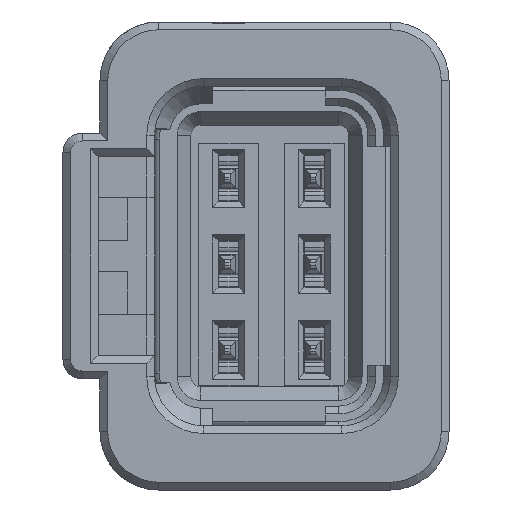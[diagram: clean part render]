
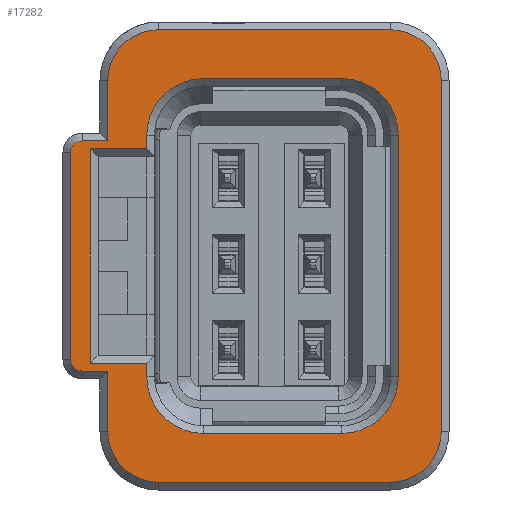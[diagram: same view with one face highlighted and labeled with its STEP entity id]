
A CAD part, front view. The second image highlights one B-rep face of the part: STEP entity #17282.
In plain terms, the highlighted planar face has unit normal (0, -1, 0).
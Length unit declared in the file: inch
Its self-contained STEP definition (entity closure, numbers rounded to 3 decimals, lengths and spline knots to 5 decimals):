
#2730=DIRECTION('',(0.,0.,-1.));
#2731=VECTOR('',#2730,0.01378);
#2732=CARTESIAN_POINT('',(0.90519,-0.38907,
0.18701));
#2733=LINE('',#2732,#2731);
#3945=DIRECTION('',(1.,0.,0.));
#3946=VECTOR('',#3945,0.23425);
#3947=CARTESIAN_POINT('',(0.917,-0.38907,
0.29331));
#3948=LINE('',#3947,#3946);
#3978=DIRECTION('',(0.,0.,-1.));
#3979=VECTOR('',#3978,0.35433);
#3980=CARTESIAN_POINT('',(1.20243,-0.38907,
0.24213));
#3981=LINE('',#3980,#3979);
#4102=CARTESIAN_POINT('',(0.96227,-0.38907,
0.18701));
#4103=DIRECTION('',(0.,1.,0.));
#4104=DIRECTION('',(-1.,0.,0.));
#4105=AXIS2_PLACEMENT_3D('',#4102,#4103,#4104);
#4107=DIRECTION('',(1.,0.,0.));
#4108=VECTOR('',#4107,0.05709);
#4109=CARTESIAN_POINT('',(0.8481,-0.38907,
0.17323));
#4110=LINE('',#4109,#4108);
#4111=DIRECTION('',(0.,0.,1.));
#4112=VECTOR('',#4111,0.21654);
#4113=CARTESIAN_POINT('',(0.8481,-0.38907,
-0.04331));
#4114=LINE('',#4113,#4112);
#4115=DIRECTION('',(0.,0.,1.));
#4116=VECTOR('',#4115,0.01378);
#4117=CARTESIAN_POINT('',(0.90519,-0.38907,
-0.05709));
#4118=LINE('',#4117,#4116);
#4119=CARTESIAN_POINT('',(0.96227,-0.38907,
-0.05709));
#4120=DIRECTION('',(0.,1.,0.));
#4121=DIRECTION('',(0.,0.,-1.));
#4122=AXIS2_PLACEMENT_3D('',#4119,#4120,#4121);
#4124=CARTESIAN_POINT('',(1.10204,-0.38907,
-0.05709));
#4125=DIRECTION('',(0.,1.,0.));
#4126=DIRECTION('',(1.,0.,0.));
#4127=AXIS2_PLACEMENT_3D('',#4124,#4125,#4126);
#4129=CARTESIAN_POINT('',(1.10204,-0.38907,
0.18701));
#4130=DIRECTION('',(0.,1.,0.));
#4131=DIRECTION('',(0.,0.,1.));
#4132=AXIS2_PLACEMENT_3D('',#4129,#4130,#4131);
#4134=CARTESIAN_POINT('',(1.15125,-0.38907,
0.24213));
#4135=DIRECTION('',(0.,-1.,0.));
#4136=DIRECTION('',(1.,0.,0.));
#4137=AXIS2_PLACEMENT_3D('',#4134,#4135,#4136);
#4139=CARTESIAN_POINT('',(1.15125,-0.38907,
-0.1122));
#4140=DIRECTION('',(0.,-1.,0.));
#4141=DIRECTION('',(0.,0.,-1.));
#4142=AXIS2_PLACEMENT_3D('',#4139,#4140,#4141);
#4144=DIRECTION('',(1.,0.,0.));
#4145=VECTOR('',#4144,0.23425);
#4146=CARTESIAN_POINT('',(0.917,-0.38907,
-0.16339));
#4147=LINE('',#4146,#4145);
#4148=CARTESIAN_POINT('',(0.917,-0.38907,
-0.1122));
#4149=DIRECTION('',(0.,-1.,0.));
#4150=DIRECTION('',(-1.,0.,0.));
#4151=AXIS2_PLACEMENT_3D('',#4148,#4149,#4150);
#4153=DIRECTION('',(0.,0.,-1.));
#4154=VECTOR('',#4153,0.06102);
#4155=CARTESIAN_POINT('',(0.86582,-0.38907,
-0.05118));
#4156=LINE('',#4155,#4154);
#4157=DIRECTION('',(1.,0.,0.));
#4158=VECTOR('',#4157,0.02559);
#4159=CARTESIAN_POINT('',(0.84023,-0.38907,
-0.05118));
#4160=LINE('',#4159,#4158);
#4161=CARTESIAN_POINT('',(0.84023,-0.38907,
-0.03937));
#4162=DIRECTION('',(0.,-1.,0.));
#4163=DIRECTION('',(-1.,0.,0.));
#4164=AXIS2_PLACEMENT_3D('',#4161,#4162,#4163);
#4166=DIRECTION('',(0.,0.,-1.));
#4167=VECTOR('',#4166,0.20866);
#4168=CARTESIAN_POINT('',(0.82842,-0.38907,
0.16929));
#4169=LINE('',#4168,#4167);
#4170=CARTESIAN_POINT('',(0.84023,-0.38907,
0.16929));
#4171=DIRECTION('',(0.,-1.,0.));
#4172=DIRECTION('',(0.,0.,1.));
#4173=AXIS2_PLACEMENT_3D('',#4170,#4171,#4172);
#4175=DIRECTION('',(0.,0.,-1.));
#4176=VECTOR('',#4175,0.06102);
#4177=CARTESIAN_POINT('',(0.86582,-0.38907,
0.24213));
#4178=LINE('',#4177,#4176);
#4179=CARTESIAN_POINT('',(0.917,-0.38907,
0.24213));
#4180=DIRECTION('',(0.,-1.,0.));
#4181=DIRECTION('',(0.,0.,1.));
#4182=AXIS2_PLACEMENT_3D('',#4179,#4180,#4181);
#4184=DIRECTION('',(1.,0.,0.));
#4185=VECTOR('',#4184,0.13976);
#4186=CARTESIAN_POINT('',(0.96227,-0.38907,
0.24409));
#4187=LINE('',#4186,#4185);
#4209=DIRECTION('',(0.,0.,1.));
#4210=VECTOR('',#4209,0.24409);
#4211=CARTESIAN_POINT('',(1.15912,-0.38907,
-0.05709));
#4212=LINE('',#4211,#4210);
#4340=DIRECTION('',(-1.,0.,0.));
#4341=VECTOR('',#4340,0.13976);
#4342=CARTESIAN_POINT('',(1.10204,-0.38907,
-0.11417));
#4343=LINE('',#4342,#4341);
#4486=DIRECTION('',(1.,0.,0.));
#4487=VECTOR('',#4486,0.05709);
#4488=CARTESIAN_POINT('',(0.8481,-0.38907,
-0.04331));
#4489=LINE('',#4488,#4487);
#4532=DIRECTION('',(1.,0.,0.));
#4533=VECTOR('',#4532,0.02559);
#4534=CARTESIAN_POINT('',(0.84023,-0.38907,
0.1811));
#4535=LINE('',#4534,#4533);
#8132=CARTESIAN_POINT('',(1.15912,-0.38907,
-0.05709));
#8133=CARTESIAN_POINT('',(1.15912,-0.38907,
0.18701));
#8134=VERTEX_POINT('',#8132);
#8135=VERTEX_POINT('',#8133);
#8136=CARTESIAN_POINT('',(1.10204,-0.38907,
-0.11417));
#8137=VERTEX_POINT('',#8136);
#8168=CARTESIAN_POINT('',(0.90519,-0.38907,
0.18701));
#8169=CARTESIAN_POINT('',(0.96227,-0.38907,
0.24409));
#8170=VERTEX_POINT('',#8168);
#8171=VERTEX_POINT('',#8169);
#8172=CARTESIAN_POINT('',(0.90519,-0.38907,
0.17323));
#8173=VERTEX_POINT('',#8172);
#8174=CARTESIAN_POINT('',(0.8481,-0.38907,
0.17323));
#8175=VERTEX_POINT('',#8174);
#8176=CARTESIAN_POINT('',(0.8481,-0.38907,
-0.04331));
#8177=VERTEX_POINT('',#8176);
#8178=CARTESIAN_POINT('',(0.90519,-0.38907,
-0.04331));
#8179=VERTEX_POINT('',#8178);
#8180=CARTESIAN_POINT('',(0.90519,-0.38907,
-0.05709));
#8181=VERTEX_POINT('',#8180);
#8182=CARTESIAN_POINT('',(0.96227,-0.38907,
-0.11417));
#8183=VERTEX_POINT('',#8182);
#8184=CARTESIAN_POINT('',(1.10204,-0.38907,
0.24409));
#8185=VERTEX_POINT('',#8184);
#8186=CARTESIAN_POINT('',(1.20243,-0.38907,
0.24213));
#8187=CARTESIAN_POINT('',(1.15125,-0.38907,
0.29331));
#8188=VERTEX_POINT('',#8186);
#8189=VERTEX_POINT('',#8187);
#8190=CARTESIAN_POINT('',(1.20243,-0.38907,
-0.1122));
#8191=VERTEX_POINT('',#8190);
#8192=CARTESIAN_POINT('',(1.15125,-0.38907,
-0.16339));
#8193=VERTEX_POINT('',#8192);
#8194=CARTESIAN_POINT('',(0.917,-0.38907,
-0.16339));
#8195=VERTEX_POINT('',#8194);
#8196=CARTESIAN_POINT('',(0.86582,-0.38907,
-0.1122));
#8197=VERTEX_POINT('',#8196);
#8198=CARTESIAN_POINT('',(0.86582,-0.38907,
-0.05118));
#8199=VERTEX_POINT('',#8198);
#8200=CARTESIAN_POINT('',(0.84023,-0.38907,
-0.05118));
#8201=VERTEX_POINT('',#8200);
#8202=CARTESIAN_POINT('',(0.82842,-0.38907,
-0.03937));
#8203=VERTEX_POINT('',#8202);
#8204=CARTESIAN_POINT('',(0.82842,-0.38907,
0.16929));
#8205=VERTEX_POINT('',#8204);
#8206=CARTESIAN_POINT('',(0.84023,-0.38907,
0.1811));
#8207=VERTEX_POINT('',#8206);
#8208=CARTESIAN_POINT('',(0.86582,-0.38907,
0.1811));
#8209=VERTEX_POINT('',#8208);
#8210=CARTESIAN_POINT('',(0.86582,-0.38907,
0.24213));
#8211=VERTEX_POINT('',#8210);
#8212=CARTESIAN_POINT('',(0.917,-0.38907,
0.29331));
#8213=VERTEX_POINT('',#8212);
#17233=CARTESIAN_POINT('',(1.16995,-0.38907,
0.06496));
#17234=DIRECTION('',(0.,-1.,0.));
#17235=DIRECTION('',(0.,0.,1.));
#17236=AXIS2_PLACEMENT_3D('',#17233,#17234,#17235);
#17237=PLANE('',#17236);
#17238=ORIENTED_EDGE('',*,*,#16884,.T.);
#17239=ORIENTED_EDGE('',*,*,#16967,.F.);
#17240=ORIENTED_EDGE('',*,*,#16988,.T.);
#17241=ORIENTED_EDGE('',*,*,#17009,.F.);
#17242=ORIENTED_EDGE('',*,*,#17030,.F.);
#17243=ORIENTED_EDGE('',*,*,#17052,.F.);
#17244=ORIENTED_EDGE('',*,*,#17199,.F.);
#17245=ORIENTED_EDGE('',*,*,#17217,.F.);
#17247=ORIENTED_EDGE('',*,*,#17246,.F.);
#17249=ORIENTED_EDGE('',*,*,#17248,.F.);
#17251=ORIENTED_EDGE('',*,*,#17250,.F.);
#17253=ORIENTED_EDGE('',*,*,#17252,.T.);
#17255=ORIENTED_EDGE('',*,*,#17254,.F.);
#17256=ORIENTED_EDGE('',*,*,#16858,.F.);
#17257=EDGE_LOOP('',(#17238,#17239,#17240,#17241,#17242,#17243,#17244,#17245,
#17247,#17249,#17251,#17253,#17255,#17256));
#17258=FACE_OUTER_BOUND('',#17257,.F.);
#17260=ORIENTED_EDGE('',*,*,#17259,.F.);
#17261=ORIENTED_EDGE('',*,*,#14472,.F.);
#17262=ORIENTED_EDGE('',*,*,#14494,.T.);
#17263=ORIENTED_EDGE('',*,*,#14516,.F.);
#17265=ORIENTED_EDGE('',*,*,#17264,.F.);
#17267=ORIENTED_EDGE('',*,*,#17266,.T.);
#17269=ORIENTED_EDGE('',*,*,#17268,.F.);
#17271=ORIENTED_EDGE('',*,*,#17270,.F.);
#17273=ORIENTED_EDGE('',*,*,#17272,.F.);
#17275=ORIENTED_EDGE('',*,*,#17274,.F.);
#17277=ORIENTED_EDGE('',*,*,#17276,.T.);
#17279=ORIENTED_EDGE('',*,*,#17278,.F.);
#17280=EDGE_LOOP('',(#17260,#17261,#17262,#17263,#17265,#17267,#17269,#17271,
#17273,#17275,#17277,#17279));
#17281=FACE_BOUND('',#17280,.F.);
#17282=ADVANCED_FACE('',(#17258,#17281),#17237,.T.);
#4106=CIRCLE('',#4105,0.05709);
#4123=CIRCLE('',#4122,0.05709);
#4128=CIRCLE('',#4127,0.05709);
#4133=CIRCLE('',#4132,0.05709);
#4138=CIRCLE('',#4137,0.05118);
#4143=CIRCLE('',#4142,0.05118);
#4152=CIRCLE('',#4151,0.05118);
#4165=CIRCLE('',#4164,0.01181);
#4174=CIRCLE('',#4173,0.01181);
#4183=CIRCLE('',#4182,0.05118);
#14472=EDGE_CURVE('',#8170,#8171,#4106,.T.);
#14494=EDGE_CURVE('',#8170,#8173,#2733,.T.);
#14516=EDGE_CURVE('',#8175,#8173,#4110,.T.);
#16858=EDGE_CURVE('',#8213,#8211,#4183,.T.);
#16884=EDGE_CURVE('',#8213,#8189,#3948,.T.);
#16967=EDGE_CURVE('',#8188,#8189,#4138,.T.);
#16988=EDGE_CURVE('',#8188,#8191,#3981,.T.);
#17009=EDGE_CURVE('',#8193,#8191,#4143,.T.);
#17030=EDGE_CURVE('',#8195,#8193,#4147,.T.);
#17052=EDGE_CURVE('',#8197,#8195,#4152,.T.);
#17199=EDGE_CURVE('',#8199,#8197,#4156,.T.);
#17217=EDGE_CURVE('',#8201,#8199,#4160,.T.);
#17246=EDGE_CURVE('',#8203,#8201,#4165,.T.);
#17248=EDGE_CURVE('',#8205,#8203,#4169,.T.);
#17250=EDGE_CURVE('',#8207,#8205,#4174,.T.);
#17252=EDGE_CURVE('',#8207,#8209,#4535,.T.);
#17254=EDGE_CURVE('',#8211,#8209,#4178,.T.);
#17259=EDGE_CURVE('',#8171,#8185,#4187,.T.);
#17264=EDGE_CURVE('',#8177,#8175,#4114,.T.);
#17266=EDGE_CURVE('',#8177,#8179,#4489,.T.);
#17268=EDGE_CURVE('',#8181,#8179,#4118,.T.);
#17270=EDGE_CURVE('',#8183,#8181,#4123,.T.);
#17272=EDGE_CURVE('',#8137,#8183,#4343,.T.);
#17274=EDGE_CURVE('',#8134,#8137,#4128,.T.);
#17276=EDGE_CURVE('',#8134,#8135,#4212,.T.);
#17278=EDGE_CURVE('',#8185,#8135,#4133,.T.);
